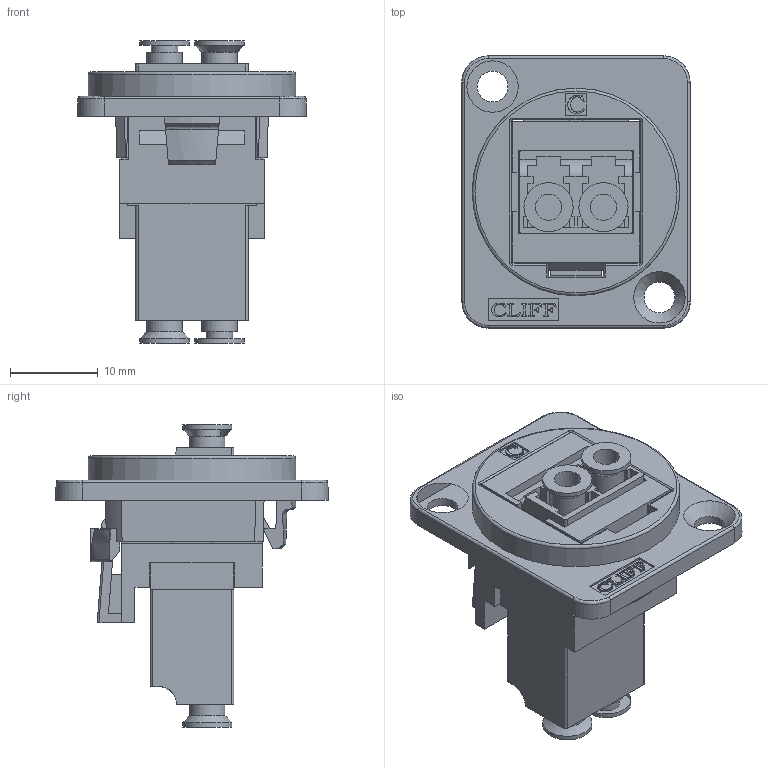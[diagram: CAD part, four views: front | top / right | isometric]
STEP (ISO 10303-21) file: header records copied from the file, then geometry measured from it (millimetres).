
FILE_DESCRIPTION(/* description */ (''),/* implementation_level */ '2;1');
FILE_NAME(/* name */ 'CP30247MB LC Duplex OM4 CSK hole.stp',/* time_stamp */ '2025-04-11T09:39:38+01:00',/* author */ ('tottley'),/* organization */ (''),/* preprocessor_version */ 'ST-DEVELOPER v20',/* originating_system */ 'Autodesk Inventor 2025',/* authorisation */ '');
FILE_SCHEMA (('AUTOMOTIVE_DESIGN { 1 0 10303 214 3 1 1 }'));
Length unit declared in the file: millimetre
Products named in the file (1): CP30247MB LC Duplex OM4 CSK hole
Bounding box: 26 x 31 x 34.4 mm (x, y, z)
Volume: 5839.4 mm3; surface area: 8709.3 mm2
Topology: 1 solids, 7 shells, 532 faces, 1459 edges, 946 vertices
Faces by surface type: plane 368, cylinder 71, bspline 57, torus 20, cone 16
Full cylindrical faces by diameter (mm): 1.2 x2, 3 x12, 3.5 x2, 4 x4, 5.6 x4
Entity records: 18238 total; most frequent: CARTESIAN_POINT 4339, ORIENTED_EDGE 2918, DIRECTION 2524, EDGE_CURVE 1459, LINE 1098, VECTOR 1098, VERTEX_POINT 946, AXIS2_PLACEMENT_3D 713
